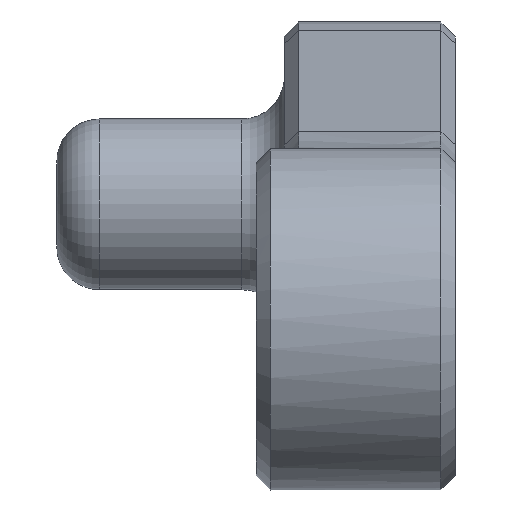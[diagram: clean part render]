
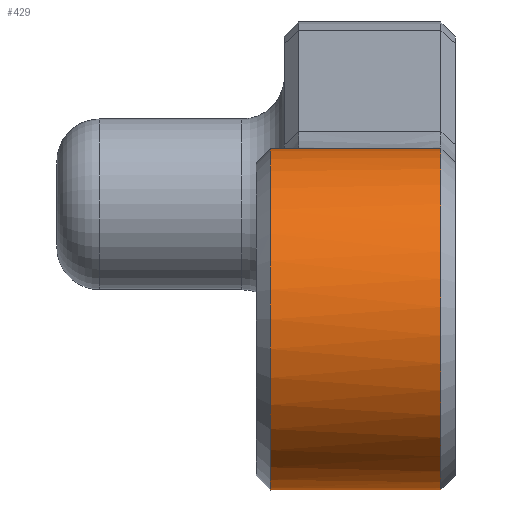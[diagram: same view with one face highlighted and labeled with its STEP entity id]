
A CAD part, top view. The second image highlights one B-rep face of the part: STEP entity #429.
In plain terms, the highlighted cylindrical face has radius 6 mm (diameter 12 mm), a full revolution.
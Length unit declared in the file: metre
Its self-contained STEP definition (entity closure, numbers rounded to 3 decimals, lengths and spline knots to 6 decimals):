
#28=CYLINDRICAL_SURFACE('',#477,0.006);
#37=B_SPLINE_CURVE_WITH_KNOTS('',3,(#684,#685,#686,#687),.UNSPECIFIED.,
 .F.,.F.,(4,4),(0.083333,0.916667),.UNSPECIFIED.);
#38=B_SPLINE_CURVE_WITH_KNOTS('',3,(#692,#693,#694,#695),.UNSPECIFIED.,
 .F.,.F.,(4,4),(0.083333,0.916667),.UNSPECIFIED.);
#39=B_SPLINE_CURVE_WITH_KNOTS('',3,(#697,#698,#699,#700),.UNSPECIFIED.,
 .F.,.F.,(4,4),(0.,1.),.UNSPECIFIED.);
#40=B_SPLINE_CURVE_WITH_KNOTS('',3,(#701,#702,#703,#704),.UNSPECIFIED.,
 .F.,.F.,(4,4),(0.,1.),.UNSPECIFIED.);
#54=CIRCLE('',#474,0.006);
#55=CIRCLE('',#478,0.006);
#56=CIRCLE('',#479,0.006);
#89=ORIENTED_EDGE('',*,*,#205,.T.);
#90=ORIENTED_EDGE('',*,*,#206,.T.);
#91=ORIENTED_EDGE('',*,*,#207,.T.);
#92=ORIENTED_EDGE('',*,*,#208,.T.);
#93=ORIENTED_EDGE('',*,*,#209,.T.);
#94=ORIENTED_EDGE('',*,*,#195,.F.);
#95=ORIENTED_EDGE('',*,*,#210,.T.);
#195=EDGE_CURVE('',#253,#254,#54,.T.);
#205=EDGE_CURVE('',#263,#263,#55,.T.);
#206=EDGE_CURVE('',#264,#265,#37,.T.);
#207=EDGE_CURVE('',#265,#266,#56,.F.);
#208=EDGE_CURVE('',#266,#267,#38,.T.);
#209=EDGE_CURVE('',#267,#254,#39,.T.);
#210=EDGE_CURVE('',#253,#264,#40,.T.);
#253=VERTEX_POINT('',#650);
#254=VERTEX_POINT('',#652);
#263=VERTEX_POINT('',#683);
#264=VERTEX_POINT('',#688);
#265=VERTEX_POINT('',#689);
#266=VERTEX_POINT('',#691);
#267=VERTEX_POINT('',#696);
#323=EDGE_LOOP('',(#89));
#324=EDGE_LOOP('',(#90,#91,#92,#93,#94,#95));
#370=FACE_BOUND('',#323,.T.);
#371=FACE_BOUND('',#324,.T.);
#429=ADVANCED_FACE('',(#370,#371),#28,.T.);
#474=AXIS2_PLACEMENT_3D('',#651,#529,#530);
#477=AXIS2_PLACEMENT_3D('',#681,#541,#542);
#478=AXIS2_PLACEMENT_3D('',#682,#543,#544);
#479=AXIS2_PLACEMENT_3D('',#690,#545,#546);
#529=DIRECTION('',(1.,0.,0.));
#530=DIRECTION('',(0.,0.94,0.342));
#541=DIRECTION('',(-1.,0.,0.));
#542=DIRECTION('',(0.,-0.94,-0.342));
#543=DIRECTION('',(1.,0.,0.));
#544=DIRECTION('',(0.,0.94,0.342));
#545=DIRECTION('',(1.,0.,0.));
#546=DIRECTION('',(0.,0.94,0.342));
#650=CARTESIAN_POINT('',(0.13034,0.025542,-0.010004));
#651=CARTESIAN_POINT('',(0.13034,0.028615,-0.00485));
#652=CARTESIAN_POINT('',(0.13034,0.034281,-0.006823));
#681=CARTESIAN_POINT('',(0.13634,0.028615,-0.00485));
#682=CARTESIAN_POINT('',(0.12984,0.028615,-0.00485));
#683=CARTESIAN_POINT('',(0.12984,0.034253,-0.002798));
#684=CARTESIAN_POINT('',(0.13084,0.024043,-0.008736));
#685=CARTESIAN_POINT('',(0.132507,0.024043,-0.008736));
#686=CARTESIAN_POINT('',(0.134173,0.024043,-0.008736));
#687=CARTESIAN_POINT('',(0.13584,0.024043,-0.008736));
#688=CARTESIAN_POINT('',(0.13084,0.024044,-0.008735));
#689=CARTESIAN_POINT('',(0.13584,0.024043,-0.008736));
#690=CARTESIAN_POINT('',(0.13584,0.028615,-0.00485));
#691=CARTESIAN_POINT('',(0.13584,0.034615,-0.004888));
#692=CARTESIAN_POINT('',(0.13584,0.034615,-0.004888));
#693=CARTESIAN_POINT('',(0.134173,0.034615,-0.004888));
#694=CARTESIAN_POINT('',(0.132507,0.034615,-0.004888));
#695=CARTESIAN_POINT('',(0.13084,0.034615,-0.004888));
#696=CARTESIAN_POINT('',(0.130841,0.034615,-0.004888));
#697=CARTESIAN_POINT('',(0.130841,0.034615,-0.004888));
#698=CARTESIAN_POINT('',(0.13084,0.034611,-0.005526));
#699=CARTESIAN_POINT('',(0.130673,0.034504,-0.006183));
#700=CARTESIAN_POINT('',(0.13034,0.034281,-0.006823));
#701=CARTESIAN_POINT('',(0.13034,0.025542,-0.010004));
#702=CARTESIAN_POINT('',(0.130673,0.024961,-0.009657));
#703=CARTESIAN_POINT('',(0.13084,0.024456,-0.009222));
#704=CARTESIAN_POINT('',(0.130841,0.024043,-0.008736));
